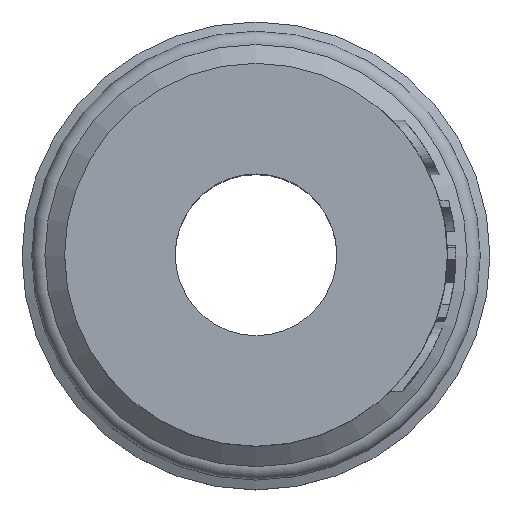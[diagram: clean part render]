
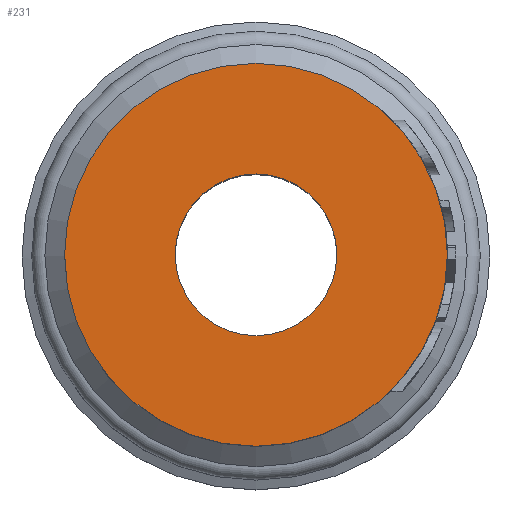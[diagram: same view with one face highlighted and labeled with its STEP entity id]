
A CAD part, top view. The second image highlights one B-rep face of the part: STEP entity #231.
In plain terms, the highlighted planar face has unit normal (0, 0, 1).
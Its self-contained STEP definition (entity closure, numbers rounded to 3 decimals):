
#231 = ADVANCED_FACE( '', ( #388, #389 ), #390, .F. );
#388 = FACE_BOUND( '', #606, .T. );
#389 = FACE_OUTER_BOUND( '', #607, .T. );
#390 = PLANE( '', #608 );
#606 = EDGE_LOOP( '', ( #922 ) );
#607 = EDGE_LOOP( '', ( #923 ) );
#608 = AXIS2_PLACEMENT_3D( '', #924, #925, #926 );
#922 = ORIENTED_EDGE( '', *, *, #1512, .F. );
#923 = ORIENTED_EDGE( '', *, *, #1469, .T. );
#924 = CARTESIAN_POINT( '', ( 1.9, 0., 0. ) );
#925 = DIRECTION( '', ( 0., 0., -1. ) );
#926 = DIRECTION( '', ( -1., 0., 0. ) );
#1469 = EDGE_CURVE( '', #1600, #1600, #1601, .T. );
#1512 = EDGE_CURVE( '', #1681, #1681, #1682, .T. );
#1600 = VERTEX_POINT( '', #1866 );
#1601 = CIRCLE( '', #1867, 4.5 );
#1681 = VERTEX_POINT( '', #2253 );
#1682 = CIRCLE( '', #2254, 1.9 );
#1866 = CARTESIAN_POINT( '', ( 4.5, 0., 0. ) );
#1867 = AXIS2_PLACEMENT_3D( '', #2418, #2419, #2420 );
#2253 = CARTESIAN_POINT( '', ( 1.9, 0., 0. ) );
#2254 = AXIS2_PLACEMENT_3D( '', #2476, #2477, #2478 );
#2418 = CARTESIAN_POINT( '', ( 0., 0., 0. ) );
#2419 = DIRECTION( '', ( 0., 0., 1. ) );
#2420 = DIRECTION( '', ( 1., 0., 0. ) );
#2476 = CARTESIAN_POINT( '', ( 0., 0., 0. ) );
#2477 = DIRECTION( '', ( 0., 0., 1. ) );
#2478 = DIRECTION( '', ( 1., 0., 0. ) );
